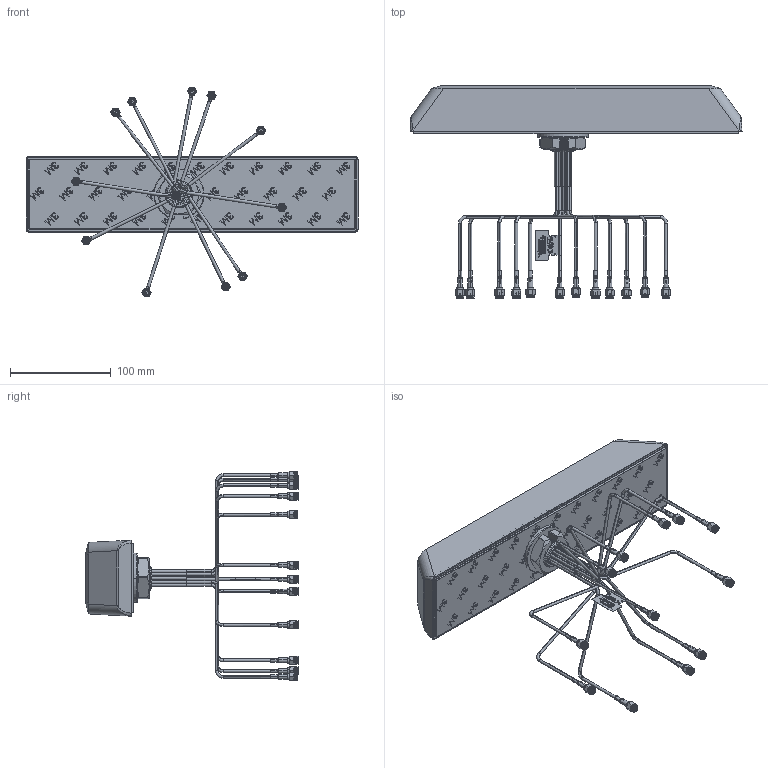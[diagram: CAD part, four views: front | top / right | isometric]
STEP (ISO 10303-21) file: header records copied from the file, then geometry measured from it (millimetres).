
FILE_DESCRIPTION (( 'STEP AP214' ), '1' );
FILE_NAME ('MAX1012.A.001_Web.STEP', '2024-09-25T03:52:54', ( '' ), ( '' ), 'SwSTEP 2.0', 'SolidWorks 2022', '' );
FILE_SCHEMA (( 'AUTOMOTIVE_DESIGN' ));
Length unit declared in the file: millimetre
Products named in the file (1): MAX1012.A.001_Web
Bounding box: 330.02 x 211.25 x 208.35 mm (x, y, z)
Surface area: 146934.5 mm2 (no closed solid volume)
Topology: 0 solids, 217 shells, 1126 faces, 6366 edges, 5434 vertices
Faces by surface type: cylinder 429, plane 334, cone 181, torus 141, bspline 41
Entity records: 102046 total; most frequent: CARTESIAN_POINT 45044, ORIENTED_EDGE 8297, DIRECTION 7863, EDGE_CURVE 6366, VERTEX_POINT 5434, LINE 3165, VECTOR 3165, AXIS2_PLACEMENT_3D 2349
